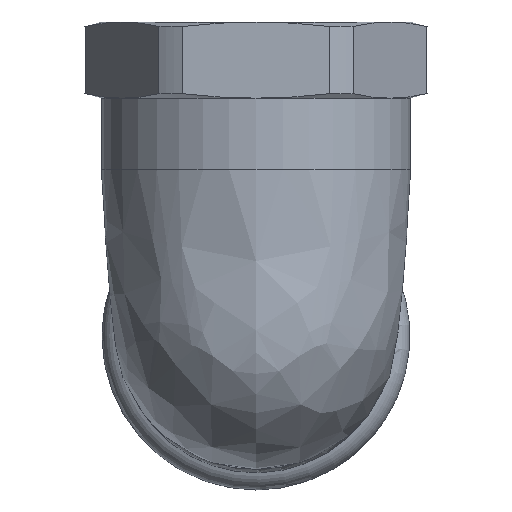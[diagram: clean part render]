
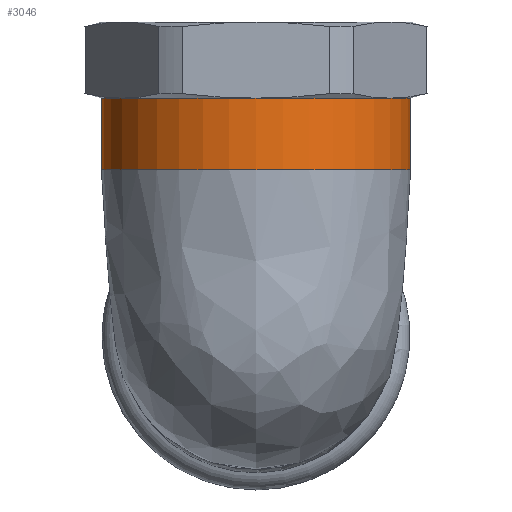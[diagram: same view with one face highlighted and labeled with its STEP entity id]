
A CAD part, left-side view. The second image highlights one B-rep face of the part: STEP entity #3046.
In plain terms, the highlighted cylindrical face has radius 32.5 mm (diameter 65 mm), a full revolution.
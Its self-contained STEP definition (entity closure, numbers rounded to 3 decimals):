
#555=LINE('',#8100,#690);
#690=VECTOR('',#3781,32.5);
#706=CYLINDRICAL_SURFACE('',#3258,32.5);
#874=FACE_OUTER_BOUND('',#1057,.T.);
#1057=EDGE_LOOP('',(#2853,#2854,#2855,#2856,#2857,#2858,#2859,#2860,#2861,
#2862,#2863,#2864,#2865));
#1106=CIRCLE('',#3137,32.5);
#1107=CIRCLE('',#3138,32.5);
#1108=CIRCLE('',#3139,32.5);
#1109=CIRCLE('',#3140,32.5);
#1123=CIRCLE('',#3217,32.5);
#1124=CIRCLE('',#3218,32.5);
#1126=CIRCLE('',#3221,32.5);
#1128=CIRCLE('',#3224,32.5);
#1131=CIRCLE('',#3228,32.5);
#1133=CIRCLE('',#3231,32.5);
#1147=CIRCLE('',#3259,32.5);
#1270=VERTEX_POINT('',#5861);
#1271=VERTEX_POINT('',#5875);
#1272=VERTEX_POINT('',#5877);
#1273=VERTEX_POINT('',#5879);
#1416=VERTEX_POINT('',#7615);
#1422=VERTEX_POINT('',#7636);
#1428=VERTEX_POINT('',#7657);
#1434=VERTEX_POINT('',#7678);
#1440=VERTEX_POINT('',#7699);
#1446=VERTEX_POINT('',#7720);
#1450=VERTEX_POINT('',#7756);
#1638=EDGE_CURVE('',#1271,#1270,#1106,.T.);
#1639=EDGE_CURVE('',#1272,#1271,#1107,.T.);
#1640=EDGE_CURVE('',#1273,#1272,#1108,.T.);
#1641=EDGE_CURVE('',#1270,#1273,#1109,.T.);
#1901=EDGE_CURVE('',#1440,#1450,#1123,.T.);
#1902=EDGE_CURVE('',#1450,#1446,#1124,.T.);
#1904=EDGE_CURVE('',#1434,#1440,#1126,.T.);
#1906=EDGE_CURVE('',#1416,#1434,#1128,.T.);
#1909=EDGE_CURVE('',#1446,#1428,#1131,.T.);
#1911=EDGE_CURVE('',#1428,#1422,#1133,.T.);
#1931=EDGE_CURVE('',#1422,#1416,#1147,.T.);
#1932=EDGE_CURVE('',#1450,#1273,#555,.T.);
#2853=ORIENTED_EDGE('',*,*,#1931,.F.);
#2854=ORIENTED_EDGE('',*,*,#1911,.F.);
#2855=ORIENTED_EDGE('',*,*,#1909,.F.);
#2856=ORIENTED_EDGE('',*,*,#1902,.F.);
#2857=ORIENTED_EDGE('',*,*,#1932,.T.);
#2858=ORIENTED_EDGE('',*,*,#1640,.T.);
#2859=ORIENTED_EDGE('',*,*,#1639,.T.);
#2860=ORIENTED_EDGE('',*,*,#1638,.T.);
#2861=ORIENTED_EDGE('',*,*,#1641,.T.);
#2862=ORIENTED_EDGE('',*,*,#1932,.F.);
#2863=ORIENTED_EDGE('',*,*,#1901,.F.);
#2864=ORIENTED_EDGE('',*,*,#1904,.F.);
#2865=ORIENTED_EDGE('',*,*,#1906,.F.);
#3046=ADVANCED_FACE('',(#874),#706,.T.);
#3137=AXIS2_PLACEMENT_3D('',#5876,#3448,#3449);
#3138=AXIS2_PLACEMENT_3D('',#5878,#3450,#3451);
#3139=AXIS2_PLACEMENT_3D('',#5880,#3452,#3453);
#3140=AXIS2_PLACEMENT_3D('',#5881,#3454,#3455);
#3217=AXIS2_PLACEMENT_3D('',#7757,#3690,#3691);
#3218=AXIS2_PLACEMENT_3D('',#7758,#3692,#3693);
#3221=AXIS2_PLACEMENT_3D('',#7761,#3698,#3699);
#3224=AXIS2_PLACEMENT_3D('',#7764,#3704,#3705);
#3228=AXIS2_PLACEMENT_3D('',#7768,#3712,#3713);
#3231=AXIS2_PLACEMENT_3D('',#7771,#3718,#3719);
#3258=AXIS2_PLACEMENT_3D('',#8098,#3777,#3778);
#3259=AXIS2_PLACEMENT_3D('',#8099,#3779,#3780);
#3448=DIRECTION('center_axis',(0.,0.,
1.));
#3449=DIRECTION('ref_axis',(0.,1.,0.));
#3450=DIRECTION('center_axis',(0.,0.,
1.));
#3451=DIRECTION('ref_axis',(0.,1.,0.));
#3452=DIRECTION('center_axis',(0.,0.,
1.));
#3453=DIRECTION('ref_axis',(0.,1.,0.));
#3454=DIRECTION('center_axis',(0.,0.,
1.));
#3455=DIRECTION('ref_axis',(0.,1.,0.));
#3690=DIRECTION('center_axis',(0.,0.,
1.));
#3691=DIRECTION('ref_axis',(0.,1.,0.));
#3692=DIRECTION('center_axis',(0.,0.,
1.));
#3693=DIRECTION('ref_axis',(0.,1.,0.));
#3698=DIRECTION('center_axis',(0.,0.,
1.));
#3699=DIRECTION('ref_axis',(0.,1.,0.));
#3704=DIRECTION('center_axis',(0.,0.,
1.));
#3705=DIRECTION('ref_axis',(0.,1.,0.));
#3712=DIRECTION('center_axis',(0.,0.,
1.));
#3713=DIRECTION('ref_axis',(0.,1.,0.));
#3718=DIRECTION('center_axis',(0.,0.,
1.));
#3719=DIRECTION('ref_axis',(0.,1.,0.));
#3777=DIRECTION('center_axis',(0.,0.,
1.));
#3778=DIRECTION('ref_axis',(0.,1.,0.));
#3779=DIRECTION('center_axis',(0.,0.,
1.));
#3780=DIRECTION('ref_axis',(0.,1.,0.));
#3781=DIRECTION('',(0.,0.,-1.));
#5861=CARTESIAN_POINT('',(-32.5,0.,35.));
#5875=CARTESIAN_POINT('',(0.,32.5,35.));
#5876=CARTESIAN_POINT('Origin',(0.,0.,
35.));
#5877=CARTESIAN_POINT('',(32.5,0.,35.));
#5878=CARTESIAN_POINT('Origin',(0.,0.,
35.));
#5879=CARTESIAN_POINT('',(0.,-32.5,35.));
#5880=CARTESIAN_POINT('Origin',(0.,0.,
35.));
#5881=CARTESIAN_POINT('Origin',(0.,0.,
35.));
#7615=CARTESIAN_POINT('',(-16.25,28.146,50.));
#7636=CARTESIAN_POINT('',(16.25,28.146,50.));
#7657=CARTESIAN_POINT('',(32.5,0.,50.));
#7678=CARTESIAN_POINT('',(-32.5,0.,50.));
#7699=CARTESIAN_POINT('',(-16.25,-28.146,50.));
#7720=CARTESIAN_POINT('',(16.25,-28.146,50.));
#7756=CARTESIAN_POINT('',(0.,-32.5,50.));
#7757=CARTESIAN_POINT('Origin',(0.,0.,
50.));
#7758=CARTESIAN_POINT('Origin',(0.,0.,
50.));
#7761=CARTESIAN_POINT('Origin',(0.,0.,
50.));
#7764=CARTESIAN_POINT('Origin',(0.,0.,
50.));
#7768=CARTESIAN_POINT('Origin',(0.,0.,
50.));
#7771=CARTESIAN_POINT('Origin',(0.,0.,
50.));
#8098=CARTESIAN_POINT('Origin',(0.,0.,
58.));
#8099=CARTESIAN_POINT('Origin',(0.,0.,
50.));
#8100=CARTESIAN_POINT('',(0.,-32.5,58.));
